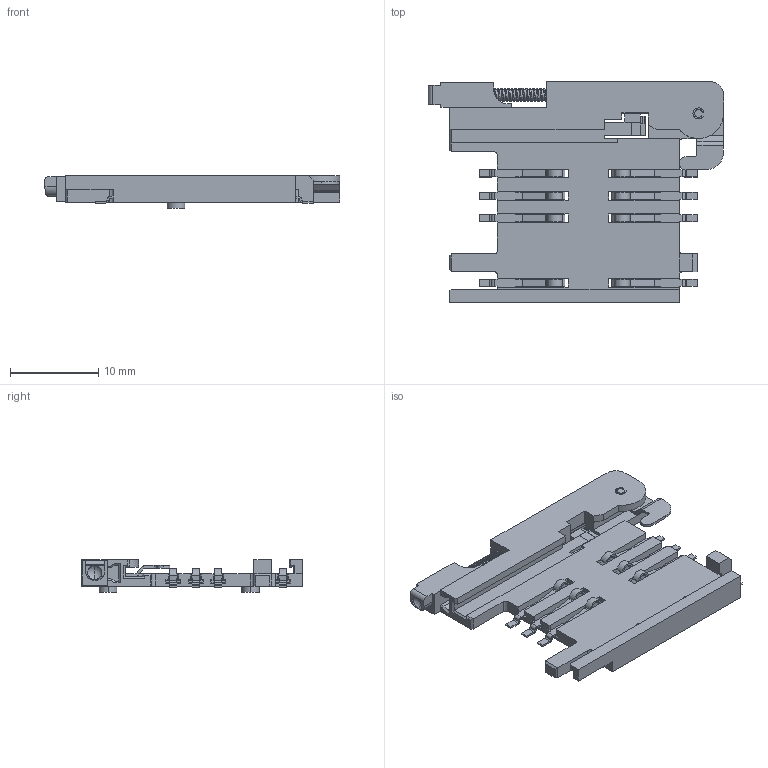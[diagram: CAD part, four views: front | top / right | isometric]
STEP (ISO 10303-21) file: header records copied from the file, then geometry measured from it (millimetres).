
FILE_DESCRIPTION(('STEP AP214'),'1');
FILE_NAME('6569.stp','2018-08-31T14:45:05',('TraceParts'),('TraceParts S.A.'),'Spatial InterOp 3D',' ',' ');
FILE_SCHEMA(('automotive_design'));
Length unit declared in the file: millimetre
Products named in the file (2): 6569_1; 1
Bounding box: 33.4 x 25 x 3.7 mm (x, y, z)
Volume: 1025.6 mm3; surface area: 2080.7 mm2
Topology: 1 solids, 1 shells, 614 faces, 1831 edges, 1221 vertices
Faces by surface type: plane 488, cylinder 116, bspline 8, sphere 2
Entity records: 24685 total; most frequent: CARTESIAN_POINT 8046, ORIENTED_EDGE 3578, DIRECTION 3253, EDGE_CURVE 1789, LINE 1563, VECTOR 1563, VERTEX_POINT 1141, AXIS2_PLACEMENT_3D 845
